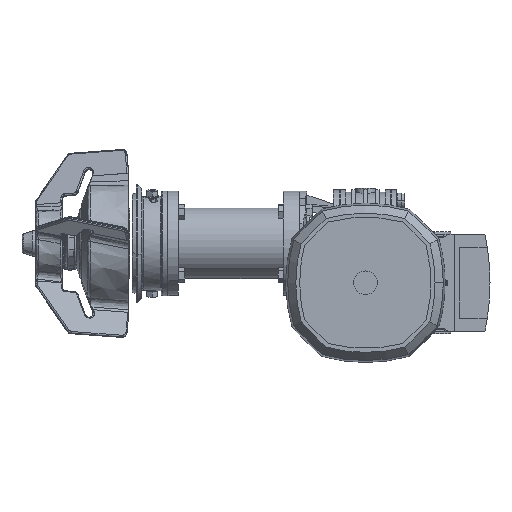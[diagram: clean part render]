
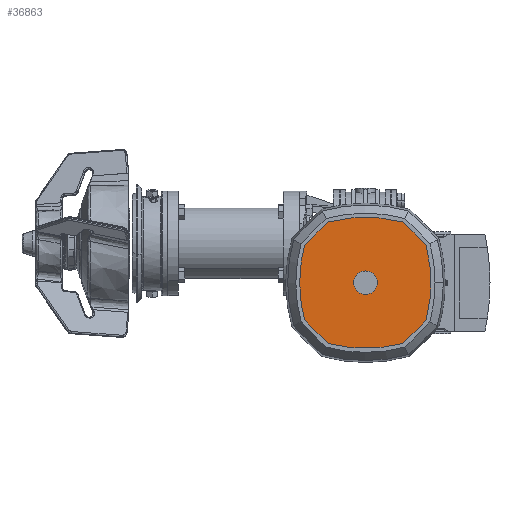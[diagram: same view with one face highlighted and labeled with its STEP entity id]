
A CAD part, left-side view. The second image highlights one B-rep face of the part: STEP entity #36863.
In plain terms, the highlighted planar face has unit normal (-1, 0, 0).
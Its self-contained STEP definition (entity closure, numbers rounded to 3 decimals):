
#36546 = EDGE_CURVE ( 'NONE', #36548, #36550, #48231, .T. ) ;
#36548 = VERTEX_POINT ( 'NONE', #48379 ) ;
#36550 = VERTEX_POINT ( 'NONE', #48378 ) ;
#36786 = VERTEX_POINT ( 'NONE', #49138 ) ;
#36787 = VERTEX_POINT ( 'NONE', #49137 ) ;
#36853 = EDGE_CURVE ( 'NONE', #36786, #36787, #49432, .T. ) ;
#36863 = ADVANCED_FACE ( 'NONE', ( #49367, #49366 ), #49365, .T. ) ;
#36864 = EDGE_LOOP ( 'NONE', ( #37220, #37094, #37099, #37100, #37354, #37360, #37067, #37072, #37102 ) ) ;
#36988 = VERTEX_POINT ( 'NONE', #49571 ) ;
#37018 = EDGE_CURVE ( 'NONE', #36550, #36548, #49566, .T. ) ;
#37019 = ORIENTED_EDGE ( 'NONE', *, *, #36546, .T. ) ;
#37039 = EDGE_CURVE ( 'NONE', #36787, #36988, #49517, .T. ) ;
#37066 = VERTEX_POINT ( 'NONE', #49489 ) ;
#37067 = ORIENTED_EDGE ( 'NONE', *, *, #37068, .T. ) ;
#37068 = EDGE_CURVE ( 'NONE', #37066, #37070, #49488, .T. ) ;
#37070 = VERTEX_POINT ( 'NONE', #49483 ) ;
#37072 = ORIENTED_EDGE ( 'NONE', *, *, #37074, .T. ) ;
#37074 = EDGE_CURVE ( 'NONE', #37070, #37101, #49482, .T. ) ;
#37094 = ORIENTED_EDGE ( 'NONE', *, *, #37097, .T. ) ;
#37097 = EDGE_CURVE ( 'NONE', #37222, #36786, #49727, .T. ) ;
#37099 = ORIENTED_EDGE ( 'NONE', *, *, #36853, .T. ) ;
#37100 = ORIENTED_EDGE ( 'NONE', *, *, #37039, .T. ) ;
#37101 = VERTEX_POINT ( 'NONE', #49723 ) ;
#37102 = ORIENTED_EDGE ( 'NONE', *, *, #37350, .T. ) ;
#37218 = EDGE_CURVE ( 'NONE', #37219, #37222, #49891, .T. ) ;
#37219 = VERTEX_POINT ( 'NONE', #49886 ) ;
#37220 = ORIENTED_EDGE ( 'NONE', *, *, #37218, .T. ) ;
#37222 = VERTEX_POINT ( 'NONE', #49885 ) ;
#37350 = EDGE_CURVE ( 'NONE', #37101, #37219, #49759, .T. ) ;
#37352 = EDGE_LOOP ( 'NONE', ( #37353, #37019 ) ) ;
#37353 = ORIENTED_EDGE ( 'NONE', *, *, #37018, .T. ) ;
#37354 = ORIENTED_EDGE ( 'NONE', *, *, #37355, .T. ) ;
#37355 = EDGE_CURVE ( 'NONE', #36988, #37358, #49747, .T. ) ;
#37358 = VERTEX_POINT ( 'NONE', #49742 ) ;
#37360 = ORIENTED_EDGE ( 'NONE', *, *, #37361, .T. ) ;
#37361 = EDGE_CURVE ( 'NONE', #37358, #37066, #49741, .T. ) ;
#48229 = CARTESIAN_POINT ( 'NONE',  ( -234., -170.6, -30. ) ) ;
#48230 = AXIS2_PLACEMENT_3D ( 'NONE', #48229, #48381, #48380 ) ;
#48231 = CIRCLE ( 'NONE', #48230, 9. ) ;
#48378 = CARTESIAN_POINT ( 'NONE',  ( -234., -161.6, -30. ) ) ;
#48379 = CARTESIAN_POINT ( 'NONE',  ( -234., -179.6, -30. ) ) ;
#48380 = DIRECTION ( 'NONE',  ( 0., 1., 0. ) ) ;
#48381 = DIRECTION ( 'NONE',  ( 1., 0., 0. ) ) ;
#49137 = CARTESIAN_POINT ( 'NONE',  ( -234., -124.22, -58.315 ) ) ;
#49138 = CARTESIAN_POINT ( 'NONE',  ( -234., -120.516, -30. ) ) ;
#49361 = DIRECTION ( 'NONE',  ( 0., 1., 0. ) ) ;
#49362 = DIRECTION ( 'NONE',  ( -1., 0., 0. ) ) ;
#49363 = CARTESIAN_POINT ( 'NONE',  ( -234., -236.688, 66.088 ) ) ;
#49364 = AXIS2_PLACEMENT_3D ( 'NONE', #49363, #49362, #49361 ) ;
#49365 = PLANE ( 'NONE',  #49364 ) ;
#49366 = FACE_BOUND ( 'NONE', #37352, .T. ) ;
#49367 = FACE_OUTER_BOUND ( 'NONE', #36864, .T. ) ;
#49428 = DIRECTION ( 'NONE',  ( 0., 1., 0. ) ) ;
#49429 = DIRECTION ( 'NONE',  ( -1., 0., 0. ) ) ;
#49430 = CARTESIAN_POINT ( 'NONE',  ( -234., -230.6, -30. ) ) ;
#49431 = AXIS2_PLACEMENT_3D ( 'NONE', #49430, #49429, #49428 ) ;
#49432 = CIRCLE ( 'NONE', #49431, 110.084 ) ;
#49478 = DIRECTION ( 'NONE',  ( 0., 1., 0. ) ) ;
#49479 = DIRECTION ( 'NONE',  ( -1., 0., 0. ) ) ;
#49480 = CARTESIAN_POINT ( 'NONE',  ( -234., -38.423, -162.177 ) ) ;
#49481 = AXIS2_PLACEMENT_3D ( 'NONE', #49480, #49479, #49478 ) ;
#49482 = CIRCLE ( 'NONE', #49481, 240.084 ) ;
#49483 = CARTESIAN_POINT ( 'NONE',  ( -234., -216.98, -1.685 ) ) ;
#49484 = DIRECTION ( 'NONE',  ( 0., 1., 0. ) ) ;
#49485 = DIRECTION ( 'NONE',  ( -1., 0., 0. ) ) ;
#49486 = CARTESIAN_POINT ( 'NONE',  ( -234., -110.6, -30. ) ) ;
#49487 = AXIS2_PLACEMENT_3D ( 'NONE', #49486, #49485, #49484 ) ;
#49488 = CIRCLE ( 'NONE', #49487, 110.084 ) ;
#49489 = CARTESIAN_POINT ( 'NONE',  ( -234., -216.98, -58.315 ) ) ;
#49514 = DIRECTION ( 'NONE',  ( 0., 1., 0. ) ) ;
#49515 = DIRECTION ( 'NONE',  ( -1., 0., 0. ) ) ;
#49516 = AXIS2_PLACEMENT_3D ( 'NONE', #49523, #49515, #49514 ) ;
#49517 = CIRCLE ( 'NONE', #49516, 240.084 ) ;
#49523 = CARTESIAN_POINT ( 'NONE',  ( -234., -302.777, 102.177 ) ) ;
#49538 = DIRECTION ( 'NONE',  ( 0., 1., 0. ) ) ;
#49539 = DIRECTION ( 'NONE',  ( 1., 0., 0. ) ) ;
#49540 = CARTESIAN_POINT ( 'NONE',  ( -234., -170.6, -30. ) ) ;
#49541 = AXIS2_PLACEMENT_3D ( 'NONE', #49540, #49539, #49538 ) ;
#49566 = CIRCLE ( 'NONE', #49541, 9. ) ;
#49571 = CARTESIAN_POINT ( 'NONE',  ( -234., -142.285, -76.38 ) ) ;
#49723 = CARTESIAN_POINT ( 'NONE',  ( -234., -198.915, 16.38 ) ) ;
#49724 = DIRECTION ( 'NONE',  ( 0., 1., 0. ) ) ;
#49725 = DIRECTION ( 'NONE',  ( -1., 0., 0. ) ) ;
#49726 = AXIS2_PLACEMENT_3D ( 'NONE', #49782, #49725, #49724 ) ;
#49727 = CIRCLE ( 'NONE', #49726, 110.084 ) ;
#49737 = DIRECTION ( 'NONE',  ( 0., 1., 0. ) ) ;
#49738 = DIRECTION ( 'NONE',  ( -1., 0., 0. ) ) ;
#49739 = CARTESIAN_POINT ( 'NONE',  ( -234., -38.423, 102.177 ) ) ;
#49740 = AXIS2_PLACEMENT_3D ( 'NONE', #49739, #49738, #49737 ) ;
#49741 = CIRCLE ( 'NONE', #49740, 240.084 ) ;
#49742 = CARTESIAN_POINT ( 'NONE',  ( -234., -198.915, -76.38 ) ) ;
#49743 = DIRECTION ( 'NONE',  ( 0., 1., 0. ) ) ;
#49744 = DIRECTION ( 'NONE',  ( -1., 0., 0. ) ) ;
#49745 = CARTESIAN_POINT ( 'NONE',  ( -234., -170.6, 30. ) ) ;
#49746 = AXIS2_PLACEMENT_3D ( 'NONE', #49745, #49744, #49743 ) ;
#49747 = CIRCLE ( 'NONE', #49746, 110.084 ) ;
#49756 = DIRECTION ( 'NONE',  ( 0., 1., 0. ) ) ;
#49757 = DIRECTION ( 'NONE',  ( -1., 0., 0. ) ) ;
#49758 = AXIS2_PLACEMENT_3D ( 'NONE', #49765, #49757, #49756 ) ;
#49759 = CIRCLE ( 'NONE', #49758, 110.084 ) ;
#49765 = CARTESIAN_POINT ( 'NONE',  ( -234., -170.6, -90. ) ) ;
#49782 = CARTESIAN_POINT ( 'NONE',  ( -234., -230.6, -30. ) ) ;
#49885 = CARTESIAN_POINT ( 'NONE',  ( -234., -124.22, -1.685 ) ) ;
#49886 = CARTESIAN_POINT ( 'NONE',  ( -234., -142.285, 16.38 ) ) ;
#49887 = DIRECTION ( 'NONE',  ( 0., 1., 0. ) ) ;
#49888 = DIRECTION ( 'NONE',  ( -1., 0., 0. ) ) ;
#49889 = CARTESIAN_POINT ( 'NONE',  ( -234., -302.777, -162.177 ) ) ;
#49890 = AXIS2_PLACEMENT_3D ( 'NONE', #49889, #49888, #49887 ) ;
#49891 = CIRCLE ( 'NONE', #49890, 240.084 ) ;
